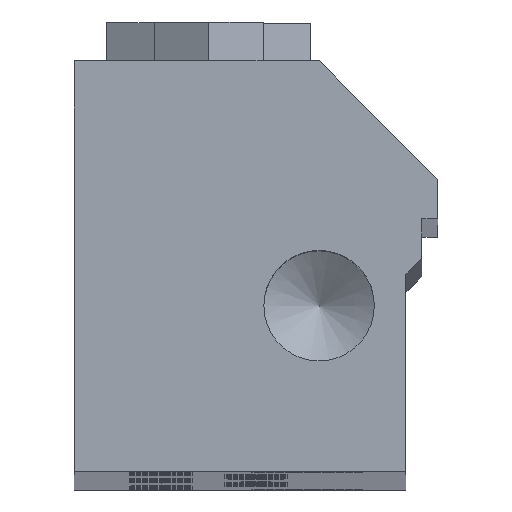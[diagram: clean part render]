
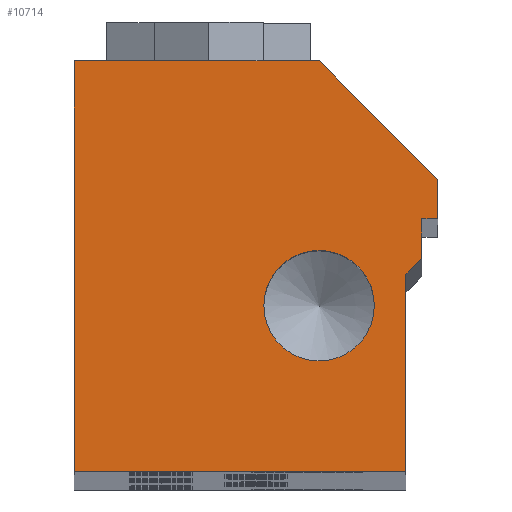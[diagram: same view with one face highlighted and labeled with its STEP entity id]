
A CAD part, top view. The second image highlights one B-rep face of the part: STEP entity #10714.
In plain terms, the highlighted planar face has unit normal (0, 0, 1).
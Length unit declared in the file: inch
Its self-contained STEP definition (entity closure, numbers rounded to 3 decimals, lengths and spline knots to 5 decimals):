
#9887=CARTESIAN_POINT('',(0.72962,0.73151,21.));
#9888=VERTEX_POINT('',#9887);
#9889=CARTESIAN_POINT('',(0.51087,0.73151,21.));
#9890=DIRECTION('',(0.0,0.0,-1.0));
#9891=DIRECTION('',(1.0,0.0,0.0));
#9892=AXIS2_PLACEMENT_3D('',#9889,#9890,#9891);
#9893=CIRCLE('',#9892,0.21875);
#9894=EDGE_CURVE('',#9888,#9888,#9893,.T.);
#10027=CARTESIAN_POINT('',(-0.45788,0.07526,21.));
#10028=VERTEX_POINT('',#10027);
#10029=CARTESIAN_POINT('',(-0.45788,1.70026,21.));
#10030=VERTEX_POINT('',#10029);
#10031=CARTESIAN_POINT('',(-0.45788,0.07526,21.));
#10032=DIRECTION('',(0.0,1.0,0.0));
#10033=VECTOR('',#10032,1.625);
#10034=LINE('',#10031,#10033);
#10035=EDGE_CURVE('',#10028,#10030,#10034,.T.);
#10058=CARTESIAN_POINT('',(0.51137,1.70026,21.));
#10059=VERTEX_POINT('',#10058);
#10060=CARTESIAN_POINT('',(-0.45788,1.70026,21.));
#10061=DIRECTION('',(1.0,0.0,0.0));
#10062=VECTOR('',#10061,0.96925);
#10063=LINE('',#10060,#10062);
#10064=EDGE_CURVE('',#10030,#10059,#10063,.T.);
#10410=CARTESIAN_POINT('',(0.98012,1.23151,21.));
#10411=VERTEX_POINT('',#10410);
#10412=CARTESIAN_POINT('',(0.51137,1.70026,21.));
#10413=DIRECTION('',(0.707,-0.707,0.0));
#10414=VECTOR('',#10413,0.66291);
#10415=LINE('',#10412,#10414);
#10416=EDGE_CURVE('',#10059,#10411,#10415,.T.);
#10434=CARTESIAN_POINT('',(0.98012,1.07526,21.));
#10435=VERTEX_POINT('',#10434);
#10436=CARTESIAN_POINT('',(0.98012,1.23151,21.));
#10437=DIRECTION('',(0.0,-1.0,0.0));
#10438=VECTOR('',#10437,0.15625);
#10439=LINE('',#10436,#10438);
#10440=EDGE_CURVE('',#10411,#10435,#10439,.T.);
#10458=CARTESIAN_POINT('',(0.91712,1.07526,21.));
#10459=VERTEX_POINT('',#10458);
#10460=CARTESIAN_POINT('',(0.98012,1.07526,21.));
#10461=DIRECTION('',(-1.0,0.0,0.0));
#10462=VECTOR('',#10461,0.063);
#10463=LINE('',#10460,#10462);
#10464=EDGE_CURVE('',#10435,#10459,#10463,.T.);
#10482=CARTESIAN_POINT('',(0.91712,0.91901,21.));
#10483=VERTEX_POINT('',#10482);
#10484=CARTESIAN_POINT('',(0.91712,1.07526,21.));
#10485=DIRECTION('',(0.0,-1.0,0.0));
#10486=VECTOR('',#10485,0.15625);
#10487=LINE('',#10484,#10486);
#10488=EDGE_CURVE('',#10459,#10483,#10487,.T.);
#10506=CARTESIAN_POINT('',(0.85462,0.85651,21.));
#10507=VERTEX_POINT('',#10506);
#10508=CARTESIAN_POINT('',(0.91712,0.91901,21.));
#10509=DIRECTION('',(-0.707,-0.707,0.0));
#10510=VECTOR('',#10509,0.08839);
#10511=LINE('',#10508,#10510);
#10512=EDGE_CURVE('',#10483,#10507,#10511,.T.);
#10530=CARTESIAN_POINT('',(0.85462,0.07526,21.));
#10531=VERTEX_POINT('',#10530);
#10532=CARTESIAN_POINT('',(0.85462,0.85651,21.));
#10533=DIRECTION('',(0.0,-1.0,0.0));
#10534=VECTOR('',#10533,0.78125);
#10535=LINE('',#10532,#10534);
#10536=EDGE_CURVE('',#10507,#10531,#10535,.T.);
#10554=CARTESIAN_POINT('',(0.85462,0.07526,21.));
#10555=DIRECTION('',(-1.0,0.0,0.0));
#10556=VECTOR('',#10555,1.3125);
#10557=LINE('',#10554,#10556);
#10558=EDGE_CURVE('',#10531,#10028,#10557,.T.);
#10695=CARTESIAN_POINT('',(0.19584,0.86114,21.));
#10696=DIRECTION('',(0.0,0.0,1.0));
#10697=DIRECTION('',(1.0,0.0,0.0));
#10698=AXIS2_PLACEMENT_3D('',#10695,#10696,#10697);
#10699=PLANE('',#10698);
#10700=ORIENTED_EDGE('',*,*,#10035,.F.);
#10701=ORIENTED_EDGE('',*,*,#10558,.F.);
#10702=ORIENTED_EDGE('',*,*,#10536,.F.);
#10703=ORIENTED_EDGE('',*,*,#10512,.F.);
#10704=ORIENTED_EDGE('',*,*,#10488,.F.);
#10705=ORIENTED_EDGE('',*,*,#10464,.F.);
#10706=ORIENTED_EDGE('',*,*,#10440,.F.);
#10707=ORIENTED_EDGE('',*,*,#10416,.F.);
#10708=ORIENTED_EDGE('',*,*,#10064,.F.);
#10709=EDGE_LOOP('',(#10700,#10701,#10702,#10703,#10704,#10705,#10706,#10707,#10708));
#10710=FACE_OUTER_BOUND('',#10709,.T.);
#10711=ORIENTED_EDGE('',*,*,#9894,.T.);
#10712=EDGE_LOOP('',(#10711));
#10713=FACE_BOUND('',#10712,.T.);
#10714=ADVANCED_FACE('',(#10710,#10713),#10699,.T.);
